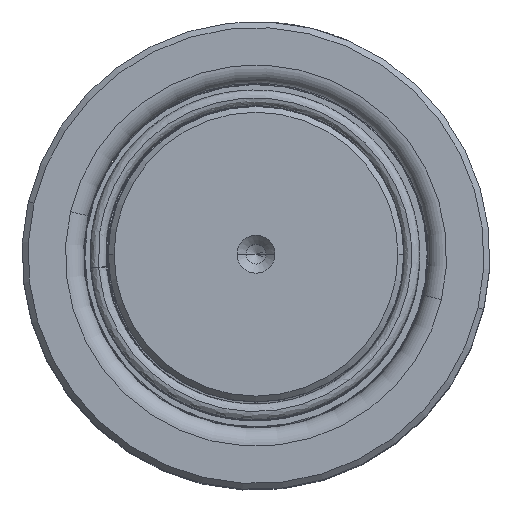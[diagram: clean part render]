
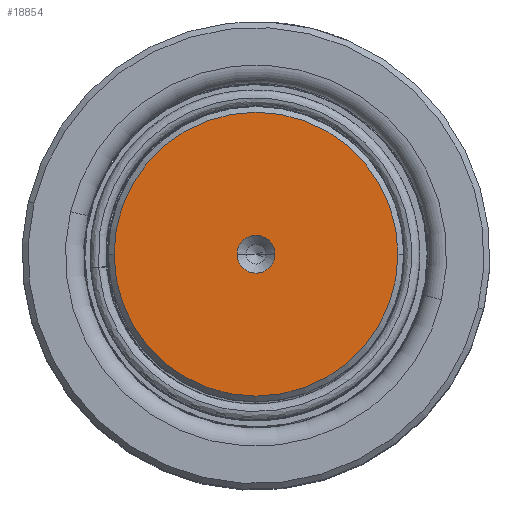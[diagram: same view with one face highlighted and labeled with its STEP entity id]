
A CAD part, top view. The second image highlights one B-rep face of the part: STEP entity #18854.
In plain terms, the highlighted planar face has unit normal (0, 0, 1).
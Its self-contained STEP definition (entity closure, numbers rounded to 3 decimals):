
#766 = CIRCLE ( 'NONE', #1697, 28.816 ) ;
#788 = ORIENTED_EDGE ( 'NONE', *, *, #16251, .T. ) ;
#1697 = AXIS2_PLACEMENT_3D ( 'NONE', #17581, #21887, #22248 ) ;
#1792 = AXIS2_PLACEMENT_3D ( 'NONE', #9693, #23230, #36770 ) ;
#2585 = AXIS2_PLACEMENT_3D ( 'NONE', #48161, #35408, #40110 ) ;
#2731 = ORIENTED_EDGE ( 'NONE', *, *, #47305, .F. ) ;
#2837 = FACE_BOUND ( 'NONE', #4590, .T. ) ;
#4590 = EDGE_LOOP ( 'NONE', ( #13847, #2731 ) ) ;
#6723 = EDGE_LOOP ( 'NONE', ( #788, #43119 ) ) ;
#7772 = CIRCLE ( 'NONE', #1792, 3.85 ) ;
#9090 = FACE_OUTER_BOUND ( 'NONE', #6723, .T. ) ;
#9693 = CARTESIAN_POINT ( 'NONE',  ( 0., 0., 260. ) ) ;
#11719 = PLANE ( 'NONE',  #2585 ) ;
#13847 = ORIENTED_EDGE ( 'NONE', *, *, #17920, .F. ) ;
#16251 = EDGE_CURVE ( 'NONE', #54628, #33308, #766, .T. ) ;
#17240 = CARTESIAN_POINT ( 'NONE',  ( 3.85, 0., 260. ) ) ;
#17414 = AXIS2_PLACEMENT_3D ( 'NONE', #24297, #55659, #28787 ) ;
#17581 = CARTESIAN_POINT ( 'NONE',  ( 0., 0., 260. ) ) ;
#17920 = EDGE_CURVE ( 'NONE', #23980, #48465, #7772, .T. ) ;
#18854 = ADVANCED_FACE ( 'NONE', ( #2837, #9090 ), #11719, .T. ) ;
#21092 = CARTESIAN_POINT ( 'NONE',  ( 0., 0., 260. ) ) ;
#21887 = DIRECTION ( 'NONE',  ( 0., 0., 1. ) ) ;
#22248 = DIRECTION ( 'NONE',  ( 1., 0., 0. ) ) ;
#23230 = DIRECTION ( 'NONE',  ( 0., 0., 1. ) ) ;
#23910 = CARTESIAN_POINT ( 'NONE',  ( -3.85, 0., 260. ) ) ;
#23980 = VERTEX_POINT ( 'NONE', #17240 ) ;
#24297 = CARTESIAN_POINT ( 'NONE',  ( 0., 0., 260. ) ) ;
#28787 = DIRECTION ( 'NONE',  ( 1., 0., 0. ) ) ;
#29474 = CARTESIAN_POINT ( 'NONE',  ( 28.816, 0., 260. ) ) ;
#30081 = DIRECTION ( 'NONE',  ( 1., 0., 0. ) ) ;
#30275 = DIRECTION ( 'NONE',  ( 0., 0., 1. ) ) ;
#31823 = EDGE_CURVE ( 'NONE', #33308, #54628, #49918, .T. ) ;
#33308 = VERTEX_POINT ( 'NONE', #29474 ) ;
#35408 = DIRECTION ( 'NONE',  ( 0., 0., 1. ) ) ;
#36770 = DIRECTION ( 'NONE',  ( 1., 0., 0. ) ) ;
#37518 = AXIS2_PLACEMENT_3D ( 'NONE', #21092, #30275, #30081 ) ;
#40110 = DIRECTION ( 'NONE',  ( 1., 0., 0. ) ) ;
#41892 = CIRCLE ( 'NONE', #37518, 3.85 ) ;
#43119 = ORIENTED_EDGE ( 'NONE', *, *, #31823, .T. ) ;
#47305 = EDGE_CURVE ( 'NONE', #48465, #23980, #41892, .T. ) ;
#48161 = CARTESIAN_POINT ( 'NONE',  ( 0., 0., 260. ) ) ;
#48465 = VERTEX_POINT ( 'NONE', #23910 ) ;
#49918 = CIRCLE ( 'NONE', #17414, 28.816 ) ;
#52122 = CARTESIAN_POINT ( 'NONE',  ( -28.816, 0., 260. ) ) ;
#54628 = VERTEX_POINT ( 'NONE', #52122 ) ;
#55659 = DIRECTION ( 'NONE',  ( 0., 0., 1. ) ) ;
